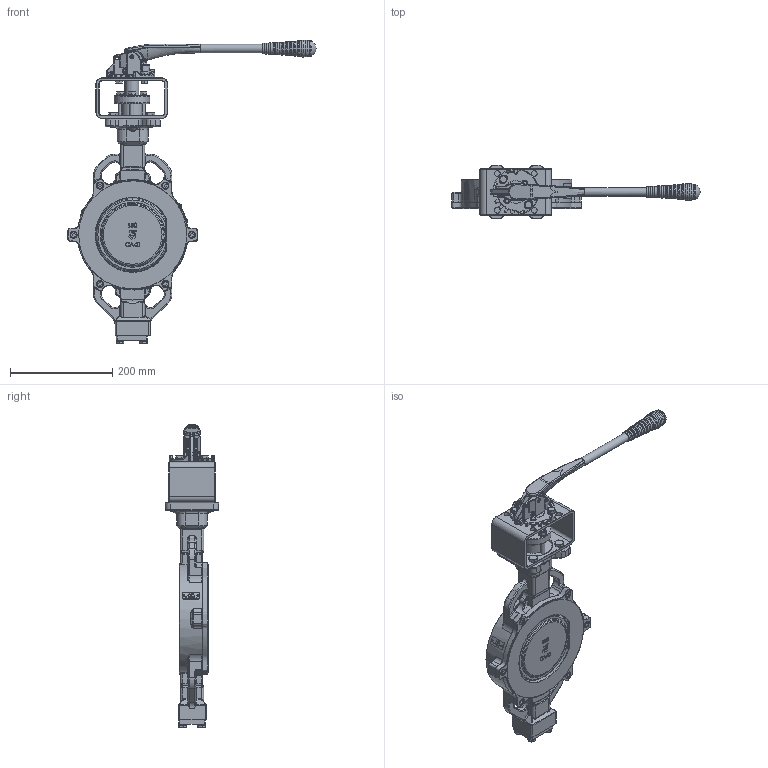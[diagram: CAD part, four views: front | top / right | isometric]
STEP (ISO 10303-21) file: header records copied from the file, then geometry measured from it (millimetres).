
FILE_DESCRIPTION(('HOOPS Exchange Step'),'2;1');
FILE_NAME('AK11_DN150_PN10-40-ANSI150-300_Hebel.stp','2024-11-22T10:00:13+01:00',('nieru'),('Unknown organisation'),'HOOPS Exchange 2024.2','HOOPS Exchange','Unknown authorisation');
FILE_SCHEMA( ('AP203_CONFIGURATION_CONTROLLED_3D_DESIGN_OF_MECHANICAL_PARTS_AND_ASSEMBLIES_MIM_LF') );
Length unit declared in the file: millimetre
Products named in the file (12): 0; root
Assembly tree (11 placements, depth 5):
  root
    0
    0
      0
        0
          0
      0
        0
        0
        0
      0
        0
Bounding box: 484.98 x 104 x 594.11 mm (x, y, z)
Volume: 2908172.8 mm3; surface area: 536051 mm2
Topology: 67 solids, 68 shells, 2942 faces, 7158 edges, 4311 vertices
Faces by surface type: cylinder 806, bspline 788, plane 712, torus 353, cone 231, sphere 52
Full cylindrical faces by diameter (mm): 2.2 x2, 4.2 x2, 4.812 x1, 5.661 x1, 6.8 x5, 8 x9, 9 x7, 9.199 x1, 9.5 x1, 10 x8, 11 x8, 13 x4, 14 x6, 14.6 x4, 14.8 x4, 15.643 x2, 16 x3, 18.873 x4, 19.873 x2, 20.5 x1, 25 x1, 26.689 x1, 35 x1, 40.316 x1, 69.5 x1, 148.007 x1, 150.007 x2, 155 x1
Entity records: 214029 total; most frequent: CARTESIAN_POINT 151776, ORIENTED_EDGE 14110, DIRECTION 10832, EDGE_CURVE 7055, AXIS2_PLACEMENT_3D 4316, VERTEX_POINT 4307, EDGE_LOOP 3114, FACE_BOUND 3114
